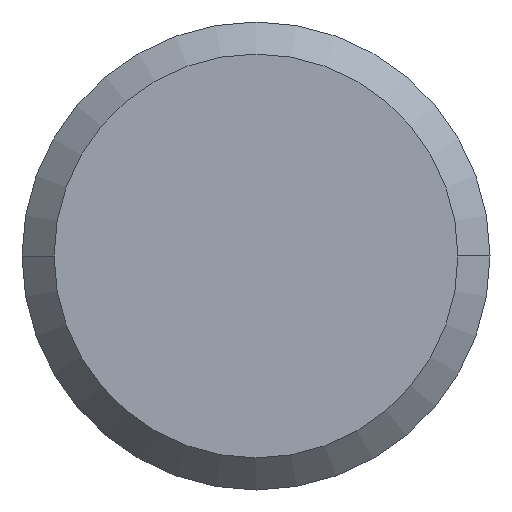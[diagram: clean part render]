
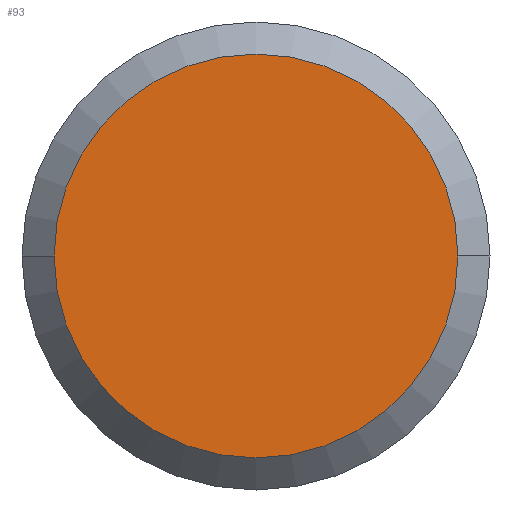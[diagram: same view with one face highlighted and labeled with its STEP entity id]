
A CAD part, left-side view. The second image highlights one B-rep face of the part: STEP entity #93.
In plain terms, the highlighted planar face has unit normal (-1, 0, 0).
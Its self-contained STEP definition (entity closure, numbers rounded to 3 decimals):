
#13 = CARTESIAN_POINT ( 'NONE',  ( 0., 0., 0. ) ) ;
#20 = CARTESIAN_POINT ( 'NONE',  ( 0., -4.794, 0. ) ) ;
#83 = AXIS2_PLACEMENT_3D ( 'NONE', #94, #244, #348 ) ;
#93 = ADVANCED_FACE ( 'NONE', ( #392 ), #311, .T. ) ;
#94 = CARTESIAN_POINT ( 'NONE',  ( 0., 0., 0. ) ) ;
#104 = DIRECTION ( 'NONE',  ( 1., 0., 0. ) ) ;
#133 = EDGE_CURVE ( 'NONE', #337, #220, #359, .T. ) ;
#174 = ORIENTED_EDGE ( 'NONE', *, *, #245, .F. ) ;
#205 = DIRECTION ( 'NONE',  ( 0., 1., 0. ) ) ;
#220 = VERTEX_POINT ( 'NONE', #20 ) ;
#244 = DIRECTION ( 'NONE',  ( -1., 0., 0. ) ) ;
#245 = EDGE_CURVE ( 'NONE', #220, #337, #253, .T. ) ;
#253 = CIRCLE ( 'NONE', #360, 4.794 ) ;
#272 = CARTESIAN_POINT ( 'NONE',  ( 0., 4.794, 0. ) ) ;
#294 = AXIS2_PLACEMENT_3D ( 'NONE', #13, #104, #327 ) ;
#297 = DIRECTION ( 'NONE',  ( 1., 0., 0. ) ) ;
#311 = PLANE ( 'NONE',  #83 ) ;
#327 = DIRECTION ( 'NONE',  ( 0., 1., 0. ) ) ;
#337 = VERTEX_POINT ( 'NONE', #272 ) ;
#344 = ORIENTED_EDGE ( 'NONE', *, *, #133, .F. ) ;
#348 = DIRECTION ( 'NONE',  ( 0., -1., 0. ) ) ;
#359 = CIRCLE ( 'NONE', #294, 4.794 ) ;
#360 = AXIS2_PLACEMENT_3D ( 'NONE', #404, #297, #205 ) ;
#392 = FACE_OUTER_BOUND ( 'NONE', #413, .T. ) ;
#404 = CARTESIAN_POINT ( 'NONE',  ( 0., 0., 0. ) ) ;
#413 = EDGE_LOOP ( 'NONE', ( #344, #174 ) ) ;
